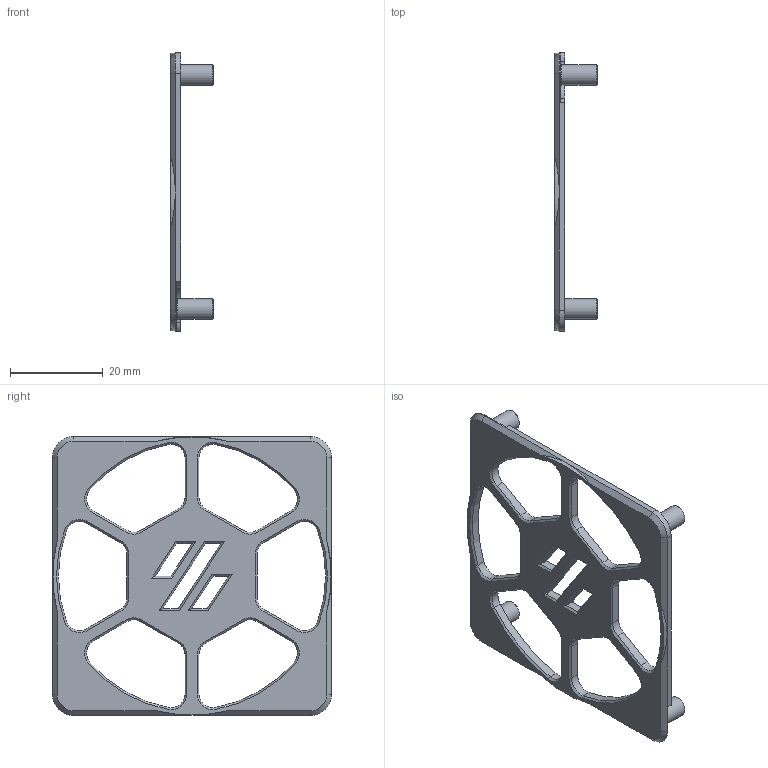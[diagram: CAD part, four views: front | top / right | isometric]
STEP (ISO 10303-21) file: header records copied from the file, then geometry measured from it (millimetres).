
FILE_DESCRIPTION(/* description */ (''),/* implementation_level */ '2;1');
FILE_NAME(/* name */ 'fan_grill_b.step',/* time_stamp */ '2020-05-11T18:41:56-07:00',/* author */ (''),/* organization */ (''),/* preprocessor_version */ 'ST-DEVELOPER v18.1',/* originating_system */ 'Autodesk Translation Framework v9.2.0.1227',/* authorisation */ '');
FILE_SCHEMA (('AUTOMOTIVE_DESIGN { 1 0 10303 214 3 1 1 }'));
Length unit declared in the file: millimetre
Products named in the file (1): fan_blank_b
Bounding box: 9.2 x 60 x 60 mm (x, y, z)
Volume: 4055.8 mm3; surface area: 5541.8 mm2
Topology: 1 solids, 1 shells, 187 faces, 458 edges, 281 vertices
Faces by surface type: plane 91, cylinder 55, cone 38, torus 3
Full cylindrical faces by diameter (mm): 1.8 x4, 4.4 x4
Entity records: 5528 total; most frequent: DIRECTION 998, CARTESIAN_POINT 927, ORIENTED_EDGE 916, EDGE_CURVE 458, AXIS2_PLACEMENT_3D 352, LINE 294, VECTOR 294, VERTEX_POINT 281
